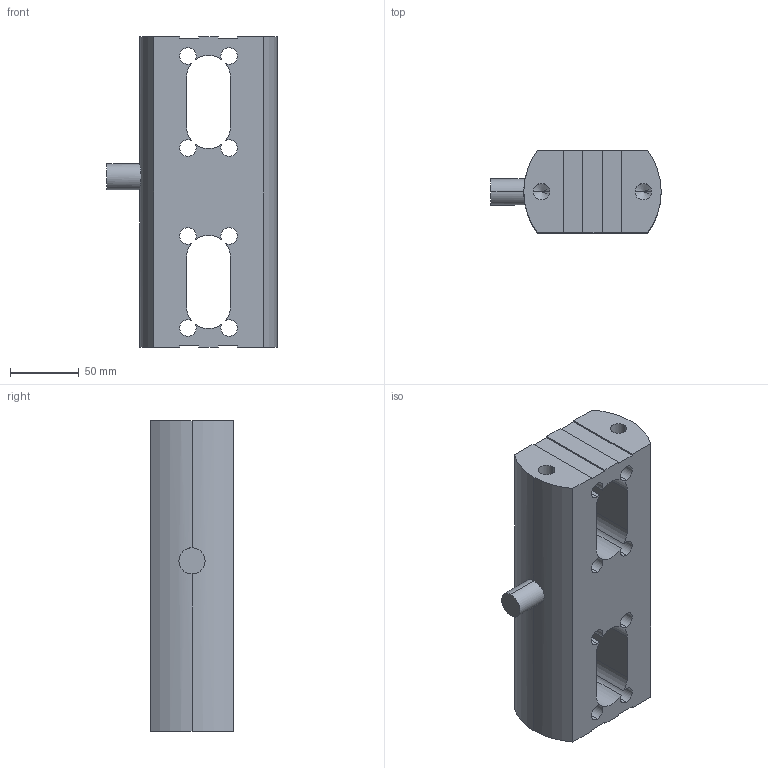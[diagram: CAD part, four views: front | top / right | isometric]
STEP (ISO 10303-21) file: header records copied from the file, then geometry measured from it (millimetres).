
FILE_DESCRIPTION (( 'STEP AP214' ), '1' );
FILE_NAME ('Load Cell type SDLX.STEP', '2007-04-13T16:18:50', ( 'Toke Th. Pedersen' ), ( '' ), 'SwSTEP 2.0', 'SolidWorks 2007', '' );
FILE_SCHEMA (( 'AUTOMOTIVE_DESIGN' ));
Length unit declared in the file: millimetre
Products named in the file (1): Load Cell type SDLX
Bounding box: 124 x 60 x 226 mm (x, y, z)
Volume: 971529.1 mm3; surface area: 107954.1 mm2
Topology: 1 solids, 1 shells, 92 faces, 256 edges, 160 vertices
Faces by surface type: cylinder 55, plane 25, cone 12
Entity records: 3146 total; most frequent: CARTESIAN_POINT 592, DIRECTION 536, ORIENTED_EDGE 488, EDGE_CURVE 244, AXIS2_PLACEMENT_3D 201, VERTEX_POINT 160, VECTOR 134, LINE 134
